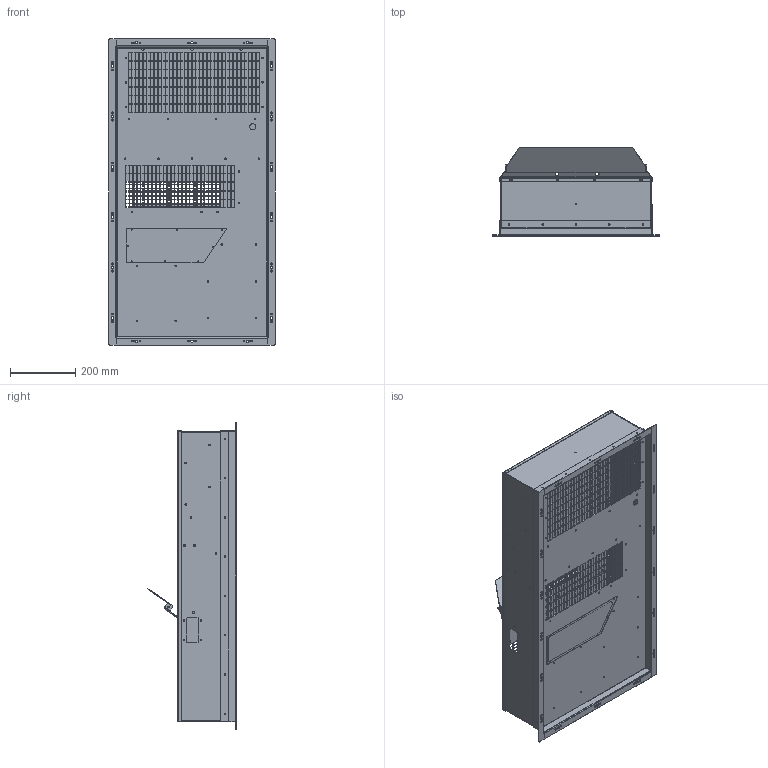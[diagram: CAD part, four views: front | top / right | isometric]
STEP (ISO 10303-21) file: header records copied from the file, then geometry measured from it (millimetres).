
FILE_DESCRIPTION((''),'2;1');
FILE_NAME('OC4108_22_10_2012_ASM','2013-08-08T',('andreso'),(''),'PRO/ENGINEER BY PARAMETRIC TECHNOLOGY CORPORATION, 2010040','PRO/ENGINEER BY PARAMETRIC TECHNOLOGY CORPORATION, 2010040','');
FILE_SCHEMA(('CONFIG_CONTROL_DESIGN'));
Products named in the file (13): OC4108_CABINET_1; OC4108_LID_1; OC4008_REAR_ACCESS_PLATE_1; OC4018A_ACCESS_PANEL_1; OC4108_LID_DEFLECTOR_PART2_1; OC4020_LID_DEFLECTOR_PART1_1; OC4108_TOP_MOUNT_BRACKET_1; OC4108_BOTTOM_MOUNT_BRACKET_1; OC4108_RIGHT_MOUNTING_BRACKET_1; OC4108_LEFT_MOUNT_BRACKET_1; ASM0001_ASM_ASM; OC4108_COMPLETE_ASSEMBLY_ASM_AS_ASM; OC4108_22_10_2012_ASM
Assembly tree (12 placements, depth 4):
  OC4108_22_10_2012_ASM
    OC4108_COMPLETE_ASSEMBLY_ASM_AS_ASM
      ASM0001_ASM_ASM
        OC4108_CABINET_1
        OC4108_LID_1
        OC4008_REAR_ACCESS_PLATE_1
        OC4018A_ACCESS_PANEL_1
        OC4108_LID_DEFLECTOR_PART2_1
        OC4020_LID_DEFLECTOR_PART1_1
        OC4108_TOP_MOUNT_BRACKET_1
        OC4108_BOTTOM_MOUNT_BRACKET_1
        OC4108_RIGHT_MOUNTING_BRACKET_1
        OC4108_LEFT_MOUNT_BRACKET_1
Bounding box: 510 x 272.3 x 935 mm (x, y, z)
Volume: 2508034.8 mm3; surface area: 2851947.1 mm2
Topology: 10 solids, 10 shells, 3880 faces, 11256 edges, 7394 vertices
Faces by surface type: plane 3063, cylinder 443, torus 156, sphere 144, cone 50, bspline 24
Entity records: 130624 total; most frequent: CARTESIAN_POINT 23567, ORIENTED_EDGE 22368, DIRECTION 20616, EDGE_CURVE 11184, VECTOR 9456, LINE 9456, VERTEX_POINT 7394, EDGE_LOOP 5638
